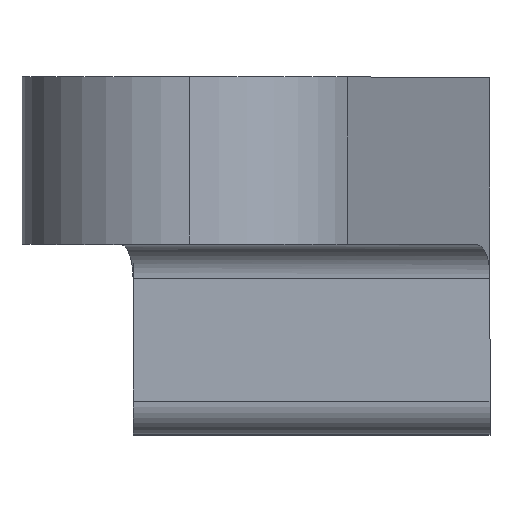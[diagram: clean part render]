
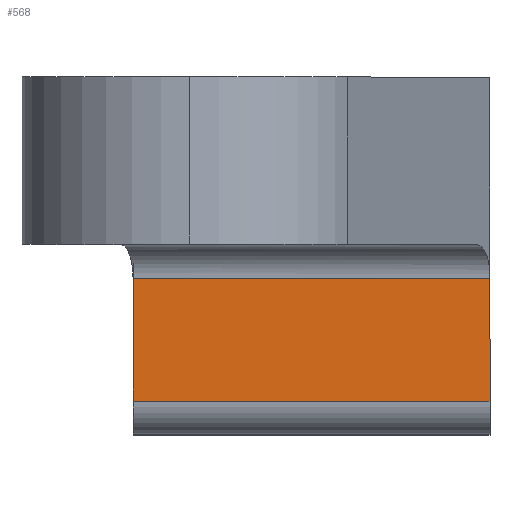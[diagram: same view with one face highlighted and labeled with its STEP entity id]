
A CAD part, top view. The second image highlights one B-rep face of the part: STEP entity #568.
In plain terms, the highlighted planar face has unit normal (0, 0, 1).
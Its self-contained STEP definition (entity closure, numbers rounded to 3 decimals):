
#74 = LINE ( 'NONE', #570, #784 ) ;
#102 = CARTESIAN_POINT ( 'NONE',  ( 16., 16., 40. ) ) ;
#151 = LINE ( 'NONE', #436, #193 ) ;
#189 = EDGE_CURVE ( 'NONE', #279, #888, #151, .T. ) ;
#193 = VECTOR ( 'NONE', #295, 1000. ) ;
#196 = VERTEX_POINT ( 'NONE', #528 ) ;
#279 = VERTEX_POINT ( 'NONE', #713 ) ;
#295 = DIRECTION ( 'NONE',  ( -1., 0., 0. ) ) ;
#308 = DIRECTION ( 'NONE',  ( 1., 0., 0. ) ) ;
#325 = DIRECTION ( 'NONE',  ( 0., 0., 1. ) ) ;
#332 = VERTEX_POINT ( 'NONE', #773 ) ;
#333 = EDGE_LOOP ( 'NONE', ( #908, #486, #406, #801 ) ) ;
#344 = DIRECTION ( 'NONE',  ( 1., 0., 0. ) ) ;
#376 = CARTESIAN_POINT ( 'NONE',  ( 0., 0., 40. ) ) ;
#377 = EDGE_CURVE ( 'NONE', #196, #332, #74, .T. ) ;
#381 = VECTOR ( 'NONE', #893, 1000. ) ;
#406 = ORIENTED_EDGE ( 'NONE', *, *, #708, .T. ) ;
#436 = CARTESIAN_POINT ( 'NONE',  ( 0., -2., 40. ) ) ;
#471 = CARTESIAN_POINT ( 'NONE',  ( -16., 16., 40. ) ) ;
#486 = ORIENTED_EDGE ( 'NONE', *, *, #377, .T. ) ;
#488 = CARTESIAN_POINT ( 'NONE',  ( -16., -2., 40. ) ) ;
#516 = PLANE ( 'NONE',  #540 ) ;
#528 = CARTESIAN_POINT ( 'NONE',  ( -16., -13., 40. ) ) ;
#540 = AXIS2_PLACEMENT_3D ( 'NONE', #376, #325, #308 ) ;
#568 = ADVANCED_FACE ( 'NONE', ( #604 ), #516, .T. ) ;
#570 = CARTESIAN_POINT ( 'NONE',  ( 16., -13., 40. ) ) ;
#585 = LINE ( 'NONE', #102, #739 ) ;
#604 = FACE_OUTER_BOUND ( 'NONE', #333, .T. ) ;
#670 = EDGE_CURVE ( 'NONE', #888, #196, #702, .T. ) ;
#702 = LINE ( 'NONE', #471, #381 ) ;
#708 = EDGE_CURVE ( 'NONE', #332, #279, #585, .T. ) ;
#713 = CARTESIAN_POINT ( 'NONE',  ( 16., -2., 40. ) ) ;
#739 = VECTOR ( 'NONE', #885, 1000. ) ;
#773 = CARTESIAN_POINT ( 'NONE',  ( 16., -13., 40. ) ) ;
#784 = VECTOR ( 'NONE', #344, 1000. ) ;
#801 = ORIENTED_EDGE ( 'NONE', *, *, #189, .T. ) ;
#885 = DIRECTION ( 'NONE',  ( 0., 1., 0. ) ) ;
#888 = VERTEX_POINT ( 'NONE', #488 ) ;
#893 = DIRECTION ( 'NONE',  ( 0., -1., 0. ) ) ;
#908 = ORIENTED_EDGE ( 'NONE', *, *, #670, .T. ) ;
